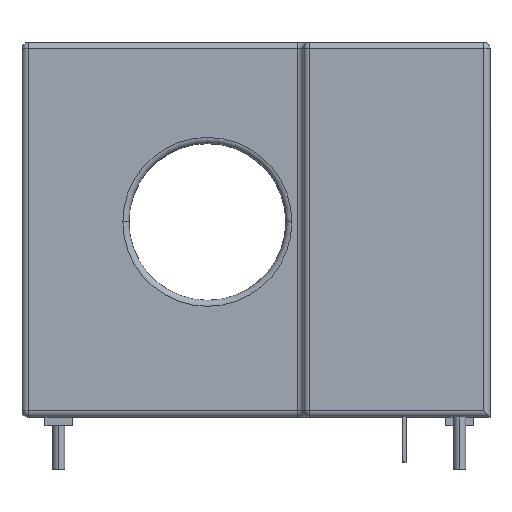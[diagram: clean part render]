
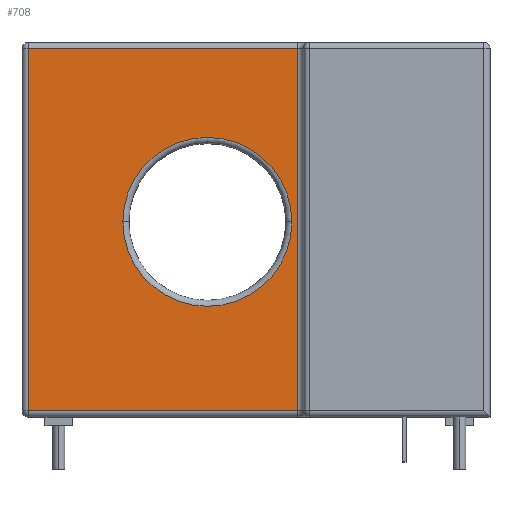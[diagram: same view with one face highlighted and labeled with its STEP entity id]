
A CAD part, top view. The second image highlights one B-rep face of the part: STEP entity #708.
In plain terms, the highlighted planar face has unit normal (0, 0, 1).
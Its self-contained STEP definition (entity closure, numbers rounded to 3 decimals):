
#47 = FACE_BOUND ( 'NONE', #4443, .T. ) ;
#153 = DIRECTION ( 'NONE',  ( 1., 0., 0. ) ) ;
#166 = CARTESIAN_POINT ( 'NONE',  ( 0., 0.5, 12. ) ) ;
#253 = CARTESIAN_POINT ( 'NONE',  ( 15.25, 16.05, 12. ) ) ;
#263 = CARTESIAN_POINT ( 'NONE',  ( 0.5, 30.3, 12. ) ) ;
#284 = ORIENTED_EDGE ( 'NONE', *, *, #3070, .T. ) ;
#303 = VERTEX_POINT ( 'NONE', #4269 ) ;
#328 = VECTOR ( 'NONE', #4695, 1000. ) ;
#491 = VECTOR ( 'NONE', #4463, 1000. ) ;
#627 = ORIENTED_EDGE ( 'NONE', *, *, #1642, .T. ) ;
#701 = CARTESIAN_POINT ( 'NONE',  ( 22.65, 30.8, 12. ) ) ;
#708 = ADVANCED_FACE ( 'NONE', ( #47, #2949 ), #1549, .F. ) ;
#723 = CARTESIAN_POINT ( 'NONE',  ( 0., 0., 12. ) ) ;
#895 = ORIENTED_EDGE ( 'NONE', *, *, #3811, .T. ) ;
#1020 = CARTESIAN_POINT ( 'NONE',  ( 8.3, 16.05, 12. ) ) ;
#1036 = DIRECTION ( 'NONE',  ( 0., 0., -1. ) ) ;
#1041 = LINE ( 'NONE', #2985, #4497 ) ;
#1416 = DIRECTION ( 'NONE',  ( -1., 0., 0. ) ) ;
#1501 = DIRECTION ( 'NONE',  ( 0., 0., -1. ) ) ;
#1549 = PLANE ( 'NONE',  #2134 ) ;
#1642 = EDGE_CURVE ( 'NONE', #3527, #4573, #3019, .T. ) ;
#2054 = CIRCLE ( 'NONE', #4910, 6.95 ) ;
#2134 = AXIS2_PLACEMENT_3D ( 'NONE', #723, #1501, #3861 ) ;
#2197 = EDGE_CURVE ( 'NONE', #4573, #303, #1041, .T. ) ;
#2199 = VECTOR ( 'NONE', #153, 1000. ) ;
#2260 = ORIENTED_EDGE ( 'NONE', *, *, #4072, .T. ) ;
#2475 = ORIENTED_EDGE ( 'NONE', *, *, #2730, .T. ) ;
#2481 = CARTESIAN_POINT ( 'NONE',  ( 22.65, 0.5, 12. ) ) ;
#2730 = EDGE_CURVE ( 'NONE', #4057, #3527, #4447, .T. ) ;
#2949 = FACE_OUTER_BOUND ( 'NONE', #4841, .T. ) ;
#2985 = CARTESIAN_POINT ( 'NONE',  ( 0.5, 0., 12. ) ) ;
#3003 = CIRCLE ( 'NONE', #3648, 6.95 ) ;
#3019 = LINE ( 'NONE', #4122, #491 ) ;
#3023 = DIRECTION ( 'NONE',  ( -1., 0., 0. ) ) ;
#3070 = EDGE_CURVE ( 'NONE', #4116, #4577, #2054, .T. ) ;
#3137 = LINE ( 'NONE', #166, #2199 ) ;
#3404 = CARTESIAN_POINT ( 'NONE',  ( 15.25, 16.05, 12. ) ) ;
#3527 = VERTEX_POINT ( 'NONE', #3926 ) ;
#3648 = AXIS2_PLACEMENT_3D ( 'NONE', #3404, #4970, #1416 ) ;
#3811 = EDGE_CURVE ( 'NONE', #303, #4057, #3137, .T. ) ;
#3842 = CARTESIAN_POINT ( 'NONE',  ( 22.2, 16.05, 12. ) ) ;
#3861 = DIRECTION ( 'NONE',  ( -1., 0., 0. ) ) ;
#3881 = ORIENTED_EDGE ( 'NONE', *, *, #2197, .T. ) ;
#3926 = CARTESIAN_POINT ( 'NONE',  ( 22.65, 30.3, 12. ) ) ;
#4057 = VERTEX_POINT ( 'NONE', #2481 ) ;
#4072 = EDGE_CURVE ( 'NONE', #4577, #4116, #3003, .T. ) ;
#4116 = VERTEX_POINT ( 'NONE', #1020 ) ;
#4122 = CARTESIAN_POINT ( 'NONE',  ( 0., 30.3, 12. ) ) ;
#4269 = CARTESIAN_POINT ( 'NONE',  ( 0.5, 0.5, 12. ) ) ;
#4443 = EDGE_LOOP ( 'NONE', ( #284, #2260 ) ) ;
#4447 = LINE ( 'NONE', #701, #328 ) ;
#4463 = DIRECTION ( 'NONE',  ( -1., 0., 0. ) ) ;
#4497 = VECTOR ( 'NONE', #4589, 1000. ) ;
#4573 = VERTEX_POINT ( 'NONE', #263 ) ;
#4577 = VERTEX_POINT ( 'NONE', #3842 ) ;
#4589 = DIRECTION ( 'NONE',  ( 0., -1., 0. ) ) ;
#4695 = DIRECTION ( 'NONE',  ( 0., 1., 0. ) ) ;
#4841 = EDGE_LOOP ( 'NONE', ( #895, #2475, #627, #3881 ) ) ;
#4910 = AXIS2_PLACEMENT_3D ( 'NONE', #253, #1036, #3023 ) ;
#4970 = DIRECTION ( 'NONE',  ( 0., 0., -1. ) ) ;
